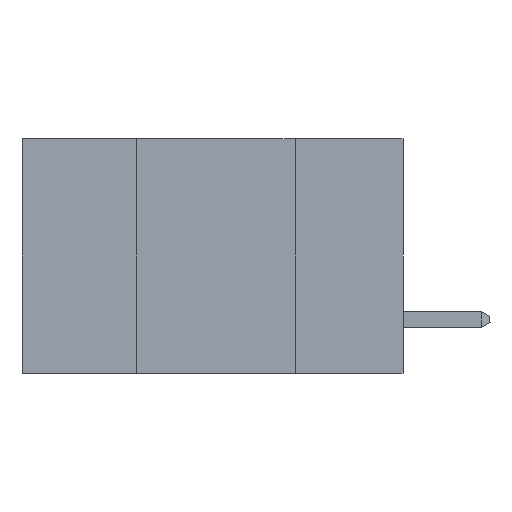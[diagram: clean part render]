
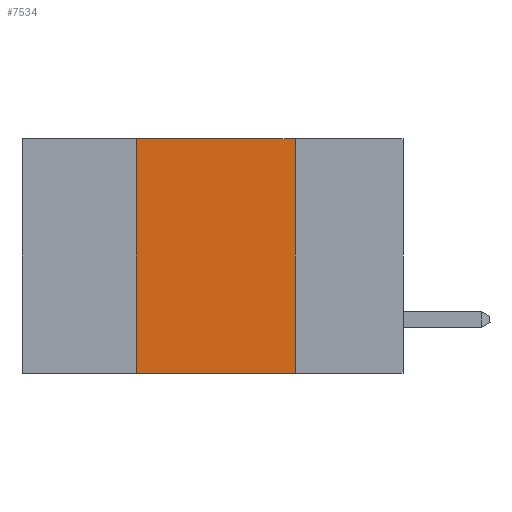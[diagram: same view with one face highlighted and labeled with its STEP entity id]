
A CAD part, left-side view. The second image highlights one B-rep face of the part: STEP entity #7534.
In plain terms, the highlighted planar face has unit normal (-1, 0, 0).
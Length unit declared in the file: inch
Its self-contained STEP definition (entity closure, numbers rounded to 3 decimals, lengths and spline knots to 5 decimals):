
#362 = VERTEX_POINT ( 'NONE', #12952 ) ;
#749 = LINE ( 'NONE', #7443, #16404 ) ;
#990 = LINE ( 'NONE', #1878, #22174 ) ;
#1132 = DIRECTION ( 'NONE',  ( 0., 0., -1. ) ) ;
#1251 = VERTEX_POINT ( 'NONE', #18709 ) ;
#1270 = ORIENTED_EDGE ( 'NONE', *, *, #21261, .F. ) ;
#1798 = DIRECTION ( 'NONE',  ( 0., 0., -1. ) ) ;
#1878 = CARTESIAN_POINT ( 'NONE',  ( 0., 0.17, 0. ) ) ;
#2905 = EDGE_CURVE ( 'NONE', #13117, #1251, #990, .T. ) ;
#5446 = CARTESIAN_POINT ( 'NONE',  ( 0., 0.42, -0.37 ) ) ;
#7176 = EDGE_CURVE ( 'NONE', #20968, #1251, #16693, .T. ) ;
#7443 = CARTESIAN_POINT ( 'NONE',  ( 0., 0.6, 0. ) ) ;
#7534 = ADVANCED_FACE ( 'NONE', ( #23064 ), #14781, .F. ) ;
#7866 = ORIENTED_EDGE ( 'NONE', *, *, #7176, .T. ) ;
#8813 = DIRECTION ( 'NONE',  ( 0., 0., 1. ) ) ;
#9236 = AXIS2_PLACEMENT_3D ( 'NONE', #11809, #20418, #1132 ) ;
#11502 = LINE ( 'NONE', #22910, #16842 ) ;
#11809 = CARTESIAN_POINT ( 'NONE',  ( 0., 0.6, 0. ) ) ;
#12952 = CARTESIAN_POINT ( 'NONE',  ( 0., 0.42, 0. ) ) ;
#13064 = VECTOR ( 'NONE', #14839, 39.37008 ) ;
#13117 = VERTEX_POINT ( 'NONE', #16107 ) ;
#14762 = CARTESIAN_POINT ( 'NONE',  ( 0., 0.6, -0.37 ) ) ;
#14781 = PLANE ( 'NONE',  #9236 ) ;
#14839 = DIRECTION ( 'NONE',  ( 0., -1., 0. ) ) ;
#15433 = ORIENTED_EDGE ( 'NONE', *, *, #2905, .F. ) ;
#16107 = CARTESIAN_POINT ( 'NONE',  ( 0., 0.17, 0. ) ) ;
#16404 = VECTOR ( 'NONE', #21427, 39.37008 ) ;
#16693 = LINE ( 'NONE', #14762, #13064 ) ;
#16775 = ORIENTED_EDGE ( 'NONE', *, *, #18688, .F. ) ;
#16842 = VECTOR ( 'NONE', #8813, 39.37008 ) ;
#18688 = EDGE_CURVE ( 'NONE', #362, #13117, #749, .T. ) ;
#18709 = CARTESIAN_POINT ( 'NONE',  ( 0., 0.17, -0.37 ) ) ;
#20418 = DIRECTION ( 'NONE',  ( 1., 0., 0. ) ) ;
#20968 = VERTEX_POINT ( 'NONE', #5446 ) ;
#21261 = EDGE_CURVE ( 'NONE', #20968, #362, #11502, .T. ) ;
#21330 = EDGE_LOOP ( 'NONE', ( #15433, #16775, #1270, #7866 ) ) ;
#21427 = DIRECTION ( 'NONE',  ( 0., -1., 0. ) ) ;
#22174 = VECTOR ( 'NONE', #1798, 39.37008 ) ;
#22910 = CARTESIAN_POINT ( 'NONE',  ( 0., 0.42, 0. ) ) ;
#23064 = FACE_OUTER_BOUND ( 'NONE', #21330, .T. ) ;
